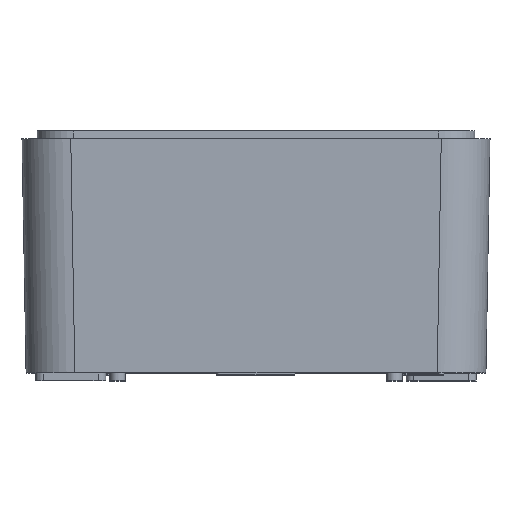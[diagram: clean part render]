
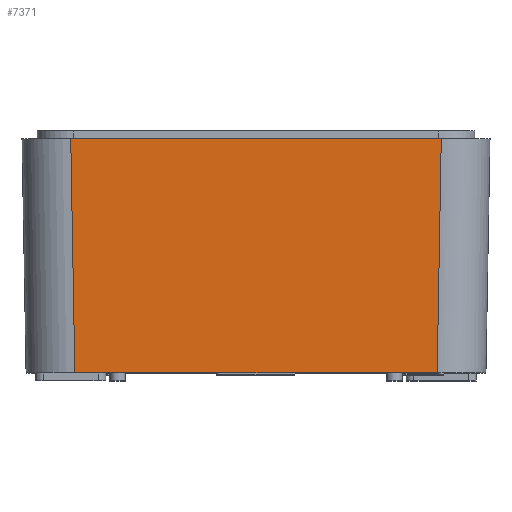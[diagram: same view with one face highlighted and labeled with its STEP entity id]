
A CAD part, top view. The second image highlights one B-rep face of the part: STEP entity #7371.
In plain terms, the highlighted planar face has unit normal (0, -0.018, 1).
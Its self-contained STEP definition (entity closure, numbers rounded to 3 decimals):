
#200=CARTESIAN_POINT('',(-23.227,-30.,32.476));
#218=CARTESIAN_POINT('',(23.227,-30.,32.476));
#2680=DIRECTION('',(-1.,0.,0.));
#2681=VECTOR('',#2680,46.455);
#2682=CARTESIAN_POINT('',(23.227,-30.,32.476));
#2683=LINE('',#2682,#2681);
#2684=DIRECTION('',(0.017,-1.,-0.017));
#2685=VECTOR('',#2684,30.009);
#2686=CARTESIAN_POINT('',(-23.751,0.,33.));
#2687=LINE('',#2686,#2685);
#2688=DIRECTION('',(1.,0.,0.));
#2689=VECTOR('',#2688,47.502);
#2690=CARTESIAN_POINT('',(-23.751,0.,33.));
#2691=LINE('',#2690,#2689);
#2692=DIRECTION('',(-0.017,-1.,-0.017));
#2693=VECTOR('',#2692,30.009);
#2694=CARTESIAN_POINT('',(23.751,0.,33.));
#2695=LINE('',#2694,#2693);
#2696=CARTESIAN_POINT('',(-23.751,0.,33.));
#2774=CARTESIAN_POINT('',(23.751,0.,33.));
#3731=VERTEX_POINT('',#218);
#3734=VERTEX_POINT('',#2774);
#3770=VERTEX_POINT('',#200);
#3773=VERTEX_POINT('',#2696);
#7358=CARTESIAN_POINT('',(-32.139,0.,33.));
#7359=DIRECTION('',(0.,-0.017,1.));
#7360=DIRECTION('',(1.,0.,0.));
#7361=AXIS2_PLACEMENT_3D('',#7358,#7359,#7360);
#7362=PLANE('',#7361);
#7363=ORIENTED_EDGE('',*,*,#3979,.T.);
#7365=ORIENTED_EDGE('',*,*,#7364,.F.);
#7366=ORIENTED_EDGE('',*,*,#6995,.T.);
#7368=ORIENTED_EDGE('',*,*,#7367,.T.);
#7369=EDGE_LOOP('',(#7363,#7365,#7366,#7368));
#7370=FACE_OUTER_BOUND('',#7369,.F.);
#7371=ADVANCED_FACE('',(#7370),#7362,.T.);
#3979=EDGE_CURVE('',#3731,#3770,#2683,.T.);
#6995=EDGE_CURVE('',#3773,#3734,#2691,.T.);
#7364=EDGE_CURVE('',#3773,#3770,#2687,.T.);
#7367=EDGE_CURVE('',#3734,#3731,#2695,.T.);
